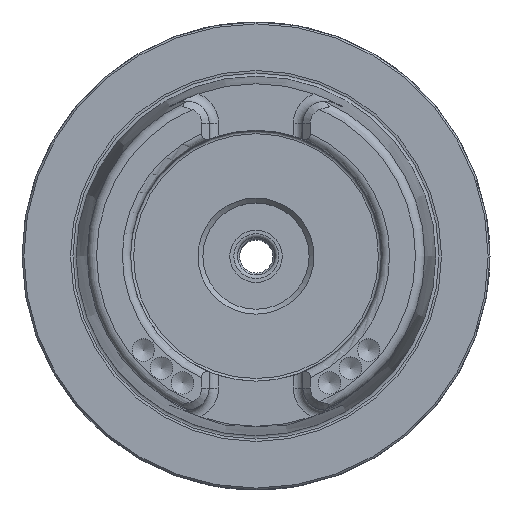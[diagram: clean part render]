
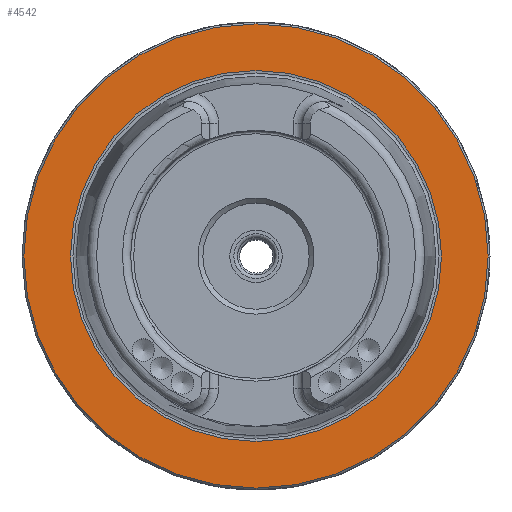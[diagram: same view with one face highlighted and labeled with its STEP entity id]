
A CAD part, top view. The second image highlights one B-rep face of the part: STEP entity #4542.
In plain terms, the highlighted planar face has unit normal (0, 0, 1).
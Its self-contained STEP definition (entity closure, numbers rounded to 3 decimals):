
#399=PLANE('',#4900);
#956=ORIENTED_EDGE('',*,*,#1483,.T.);
#957=ORIENTED_EDGE('',*,*,#1484,.F.);
#1483=EDGE_CURVE('',#1812,#1812,#2051,.T.);
#1484=EDGE_CURVE('',#1813,#1813,#2052,.T.);
#1812=VERTEX_POINT('',#6761);
#1813=VERTEX_POINT('',#6764);
#2051=CIRCLE('',#4899,62.);
#2052=CIRCLE('',#4901,49.536);
#2357=EDGE_LOOP('',(#956));
#2358=EDGE_LOOP('',(#957));
#2708=FACE_BOUND('',#2357,.T.);
#2709=FACE_BOUND('',#2358,.T.);
#4542=ADVANCED_FACE('',(#2708,#2709),#399,.T.);
#4899=AXIS2_PLACEMENT_3D('',#6760,#5667,#5668);
#4900=AXIS2_PLACEMENT_3D('',#6762,#5669,#5670);
#4901=AXIS2_PLACEMENT_3D('',#6763,#5671,#5672);
#5667=DIRECTION('',(0.,0.,1.));
#5668=DIRECTION('',(1.,0.,0.));
#5669=DIRECTION('',(0.,0.,1.));
#5670=DIRECTION('',(1.,0.,0.));
#5671=DIRECTION('',(0.,0.,1.));
#5672=DIRECTION('',(1.,0.,0.));
#6760=CARTESIAN_POINT('',(0.,0.,0.));
#6761=CARTESIAN_POINT('',(62.,0.,0.));
#6762=CARTESIAN_POINT('',(62.,0.,0.));
#6763=CARTESIAN_POINT('',(0.,0.,0.));
#6764=CARTESIAN_POINT('',(49.536,0.,0.));
